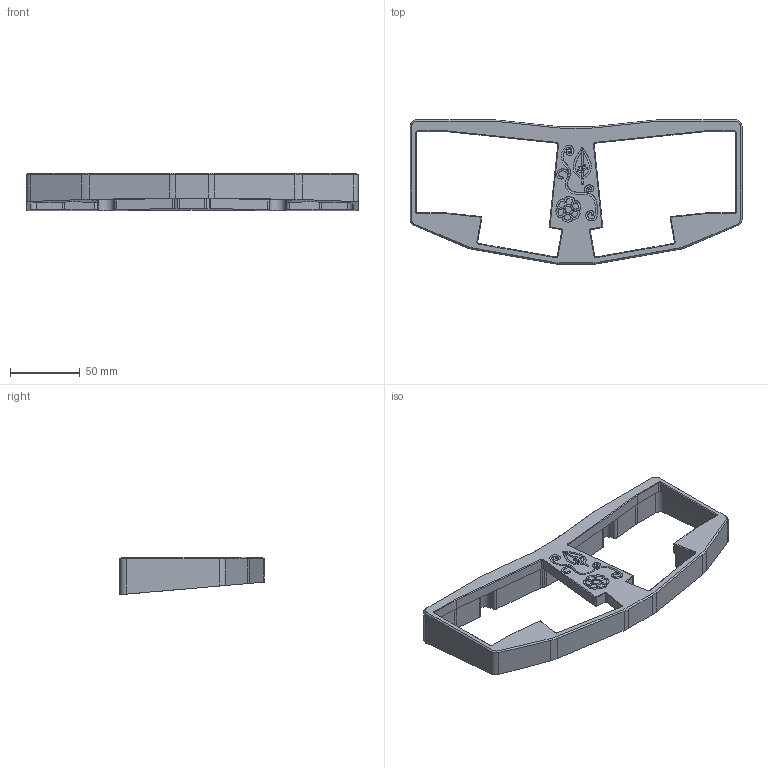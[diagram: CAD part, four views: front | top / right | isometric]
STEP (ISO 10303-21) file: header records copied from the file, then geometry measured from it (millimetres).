
FILE_DESCRIPTION(/* description */ ('','CAx-IF Rec.Pracs.---Representation and Presentation of Product Manufacturing Information (PMI)---4.0---2014-10-13'),/* implementation_level */ '2;1');
FILE_NAME(/* name */ 'baby top case engraving.step',/* time_stamp */ '2025-02-01T15:30:55-05:00',/* author */ (''),/* organization */ (''),/* preprocessor_version */ 'ST-DEVELOPER v20',/* originating_system */ 'Autodesk Translation Framework v13.20.0.188',/* authorisation */ '');
FILE_SCHEMA (('AP242_MANAGED_MODEL_BASED_3D_ENGINEERING_MIM_LF { 1 0 10303 442 1 1 4 }'));
Length unit declared in the file: millimetre
Products named in the file (1): babier-v simple print top case small?
Bounding box: 238.6 x 103.69 x 26.89 mm (x, y, z)
Volume: 130434.1 mm3; surface area: 46426.4 mm2
Topology: 1 solids, 1 shells, 308 faces, 815 edges, 508 vertices
Faces by surface type: plane 124, cylinder 79, bspline 35, cone 35, sphere 18, torus 17
Entity records: 13603 total; most frequent: CARTESIAN_POINT 6088, ORIENTED_EDGE 1610, DIRECTION 1521, EDGE_CURVE 805, AXIS2_PLACEMENT_3D 554, VERTEX_POINT 508, LINE 413, VECTOR 413
